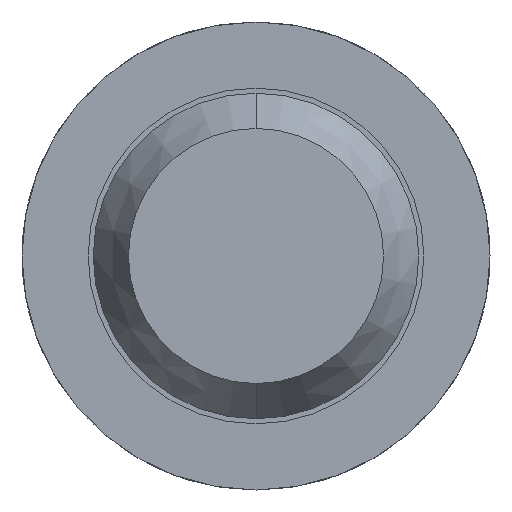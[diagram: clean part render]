
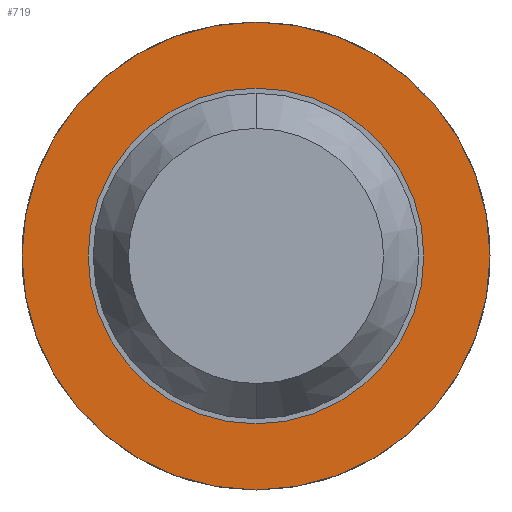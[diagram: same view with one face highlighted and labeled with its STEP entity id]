
A CAD part, front view. The second image highlights one B-rep face of the part: STEP entity #719.
In plain terms, the highlighted planar face has unit normal (0, -1, 0).
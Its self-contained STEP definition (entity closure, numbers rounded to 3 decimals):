
#197 = CARTESIAN_POINT ( 'NONE',  ( 0., -1.7, 1.15 ) ) ;
#206 = DIRECTION ( 'NONE',  ( 0., 1., 0. ) ) ;
#239 = CIRCLE ( 'NONE', #2432, 1.15 ) ;
#299 = ORIENTED_EDGE ( 'NONE', *, *, #810, .F. ) ;
#402 = CARTESIAN_POINT ( 'NONE',  ( 0., -1.7, -0.825 ) ) ;
#484 = VERTEX_POINT ( 'NONE', #402 ) ;
#503 = AXIS2_PLACEMENT_3D ( 'NONE', #1972, #1009, #3848 ) ;
#719 = ADVANCED_FACE ( 'Defeature ausgef�hrt1_13', ( #2230, #1292 ), #3464, .F. ) ;
#810 = EDGE_CURVE ( 'Defeature ausgef�hrt1_6+Defeature ausgef�hrt1_13+Defeature ausgef�hrt1_13+Defeature ausgef�hrt1_13', #2748, #2613, #239, .T. ) ;
#956 = CARTESIAN_POINT ( 'NONE',  ( 0.825, -1.7, 0. ) ) ;
#1009 = DIRECTION ( 'NONE',  ( 0., 1., 0. ) ) ;
#1017 = EDGE_CURVE ( 'Defeature ausgef�hrt1_13+Defeature ausgef�hrt1_12+Defeature ausgef�hrt1_12+Defeature ausgef�hrt1_12', #3587, #484, #3280, .T. ) ;
#1292 = FACE_BOUND ( 'NONE', #1453, .T. ) ;
#1313 = CIRCLE ( 'NONE', #3817, 1.15 ) ;
#1453 = EDGE_LOOP ( 'NONE', ( #2154, #2331 ) ) ;
#1457 = EDGE_CURVE ( 'Defeature ausgef�hrt1_6+Defeature ausgef�hrt1_13+Defeature ausgef�hrt1_13+Defeature ausgef�hrt1_13', #2613, #2748, #1313, .T. ) ;
#1562 = EDGE_CURVE ( 'Defeature ausgef�hrt1_13+Defeature ausgef�hrt1_12+Defeature ausgef�hrt1_12+Defeature ausgef�hrt1_12', #484, #3587, #2308, .T. ) ;
#1705 = AXIS2_PLACEMENT_3D ( 'NONE', #956, #3509, #3486 ) ;
#1972 = CARTESIAN_POINT ( 'NONE',  ( 0., -1.7, 0. ) ) ;
#2154 = ORIENTED_EDGE ( 'NONE', *, *, #1017, .T. ) ;
#2172 = EDGE_LOOP ( 'NONE', ( #299, #3310 ) ) ;
#2187 = DIRECTION ( 'NONE',  ( 0., 0., 1. ) ) ;
#2230 = FACE_OUTER_BOUND ( 'NONE', #2172, .T. ) ;
#2308 = CIRCLE ( 'NONE', #503, 0.825 ) ;
#2331 = ORIENTED_EDGE ( 'NONE', *, *, #1562, .T. ) ;
#2432 = AXIS2_PLACEMENT_3D ( 'NONE', #3761, #3156, #3448 ) ;
#2460 = DIRECTION ( 'NONE',  ( 0., 0., 1. ) ) ;
#2576 = CARTESIAN_POINT ( 'NONE',  ( 0., -1.7, 0.825 ) ) ;
#2613 = VERTEX_POINT ( 'NONE', #2656 ) ;
#2656 = CARTESIAN_POINT ( 'NONE',  ( 0., -1.7, -1.15 ) ) ;
#2713 = DIRECTION ( 'NONE',  ( 0., 1., 0. ) ) ;
#2744 = CARTESIAN_POINT ( 'NONE',  ( 0., -1.7, 0. ) ) ;
#2748 = VERTEX_POINT ( 'NONE', #197 ) ;
#2891 = AXIS2_PLACEMENT_3D ( 'NONE', #2744, #206, #2460 ) ;
#3125 = CARTESIAN_POINT ( 'NONE',  ( 0., -1.7, 0. ) ) ;
#3156 = DIRECTION ( 'NONE',  ( 0., 1., 0. ) ) ;
#3280 = CIRCLE ( 'NONE', #2891, 0.825 ) ;
#3310 = ORIENTED_EDGE ( 'NONE', *, *, #1457, .F. ) ;
#3448 = DIRECTION ( 'NONE',  ( 0., 0., 1. ) ) ;
#3464 = PLANE ( 'NONE',  #1705 ) ;
#3486 = DIRECTION ( 'NONE',  ( 0., 0., 1. ) ) ;
#3509 = DIRECTION ( 'NONE',  ( 0., 1., 0. ) ) ;
#3587 = VERTEX_POINT ( 'NONE', #2576 ) ;
#3761 = CARTESIAN_POINT ( 'NONE',  ( 0., -1.7, 0. ) ) ;
#3817 = AXIS2_PLACEMENT_3D ( 'NONE', #3125, #2713, #2187 ) ;
#3848 = DIRECTION ( 'NONE',  ( 0., 0., 1. ) ) ;
